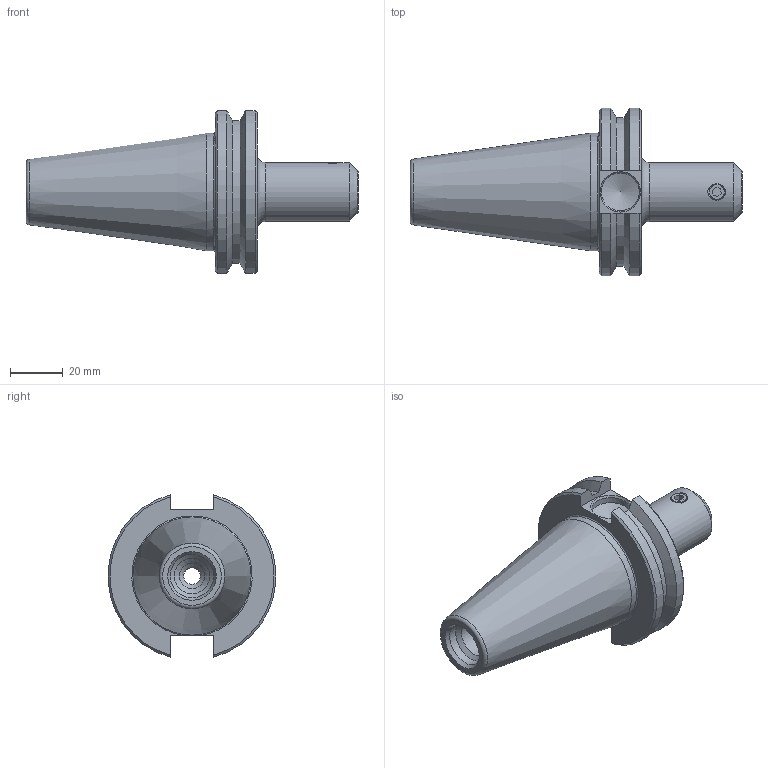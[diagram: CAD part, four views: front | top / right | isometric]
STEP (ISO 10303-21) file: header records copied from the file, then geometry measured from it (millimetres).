
FILE_DESCRIPTION((''),'2;1');
FILE_NAME('C40-25EM2.iam.stp','2014-07-07T09:43:02',(''),(''),'Autodesk Inventor 2012','Autodesk Inventor 2012','');
FILE_SCHEMA(('AUTOMOTIVE_DESIGN { 1 0 10303 214 1 1 1 1 }'));
Length unit declared in the file: inch
Products named in the file (3): C40-25EM2; C40-25EM2-1; 029-018
Assembly tree (2 placements, depth 2):
  C40-25EM2
    C40-25EM2-1
    029-018
Bounding box: 125.41 x 63.26 x 61.38 mm (x, y, z)
Volume: 113916 mm3; surface area: 23705.8 mm2
Topology: 2 solids, 2 shells, 58 faces, 141 edges, 89 vertices
Faces by surface type: cone 20, plane 19, cylinder 15, torus 4
Full cylindrical faces by diameter (mm): 5.359 x1, 6.35 x2, 9.525 x1, 13.386 x1, 14.3 x1, 16.459 x1, 22.225 x1, 44.45 x1
Entity records: 1704 total; most frequent: CARTESIAN_POINT 383, DIRECTION 261, ORIENTED_EDGE 222, EDGE_CURVE 111, AXIS2_PLACEMENT_3D 107, EDGE_LOOP 89, VERTEX_POINT 84, FACE_OUTER_BOUND 58
